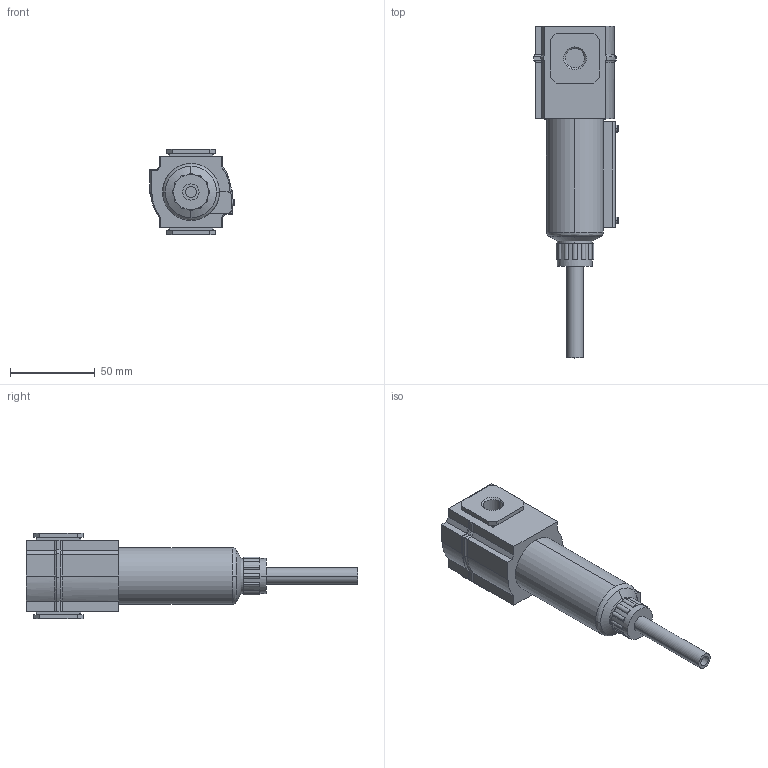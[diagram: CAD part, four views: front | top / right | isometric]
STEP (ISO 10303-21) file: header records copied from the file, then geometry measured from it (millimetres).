
FILE_DESCRIPTION (( 'STEP AP214' ), '1' );
FILE_NAME ('Norgren-F72C-2AN-SD0.STEP', '2020-12-08T14:03:25', ( '' ), ( '' ), 'SwSTEP 2.0', 'SolidWorks 2020', '' );
FILE_SCHEMA (( 'AUTOMOTIVE_DESIGN' ));
Length unit declared in the file: millimetre
Products named in the file (4): F72_ss_41_1-4; Norgren-F72C-2AN-SD0; F72_ss_06; F72_ss_04
Assembly tree (3 placements, depth 2):
  Norgren-F72C-2AN-SD0
    F72_ss_41_1-4
    F72_ss_06
    F72_ss_04
Bounding box: 49.64 x 195.3 x 50.25 mm (x, y, z)
Volume: 175800.2 mm3; surface area: 29934.5 mm2
Topology: 3 solids, 3 shells, 193 faces, 484 edges, 307 vertices
Faces by surface type: plane 106, cylinder 59, bspline 20, cone 8
Entity records: 7566 total; most frequent: CARTESIAN_POINT 1557, ORIENTED_EDGE 968, DIRECTION 927, EDGE_CURVE 484, AXIS2_PLACEMENT_3D 313, VERTEX_POINT 307, VECTOR 301, LINE 301
